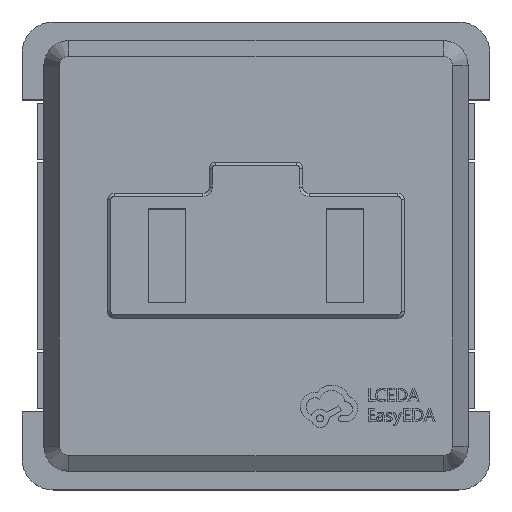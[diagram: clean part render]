
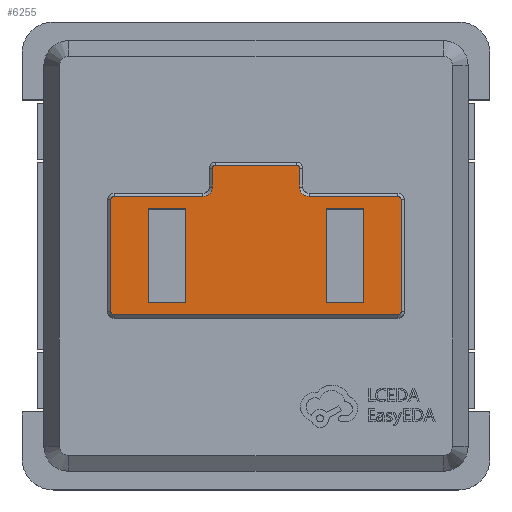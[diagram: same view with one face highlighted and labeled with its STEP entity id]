
A CAD part, top view. The second image highlights one B-rep face of the part: STEP entity #6255.
In plain terms, the highlighted planar face has unit normal (0, 0, 1).
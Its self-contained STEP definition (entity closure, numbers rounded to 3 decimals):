
#6255 = ADVANCED_FACE('',(#6256,#6394,#6428),#6462,.T.);
#6256 = FACE_BOUND('',#6257,.T.);
#6257 = EDGE_LOOP('',(#6258,#6269,#6277,#6286,#6294,#6303,#6311,#6320,
    #6328,#6337,#6345,#6354,#6362,#6371,#6379,#6388));
#6258 = ORIENTED_EDGE('',*,*,#6259,.T.);
#6259 = EDGE_CURVE('',#6260,#6262,#6264,.T.);
#6260 = VERTEX_POINT('',#6261);
#6261 = CARTESIAN_POINT('',(-1.1,-2.05,8.));
#6262 = VERTEX_POINT('',#6263);
#6263 = CARTESIAN_POINT('',(-1.2,-1.95,8.));
#6264 = CIRCLE('',#6265,0.1);
#6265 = AXIS2_PLACEMENT_3D('',#6266,#6267,#6268);
#6266 = CARTESIAN_POINT('',(-1.2,-2.05,8.));
#6267 = DIRECTION('',(0.,0.,1.));
#6268 = DIRECTION('',(1.,0.,-0.));
#6269 = ORIENTED_EDGE('',*,*,#6270,.T.);
#6270 = EDGE_CURVE('',#6262,#6271,#6273,.T.);
#6271 = VERTEX_POINT('',#6272);
#6272 = CARTESIAN_POINT('',(-3.8,-1.95,8.));
#6273 = LINE('',#6274,#6275);
#6274 = CARTESIAN_POINT('',(-3.8,-1.95,8.));
#6275 = VECTOR('',#6276,1.);
#6276 = DIRECTION('',(-1.,0.,0.));
#6277 = ORIENTED_EDGE('',*,*,#6278,.T.);
#6278 = EDGE_CURVE('',#6271,#6279,#6281,.T.);
#6279 = VERTEX_POINT('',#6280);
#6280 = CARTESIAN_POINT('',(-3.9,-2.05,8.));
#6281 = CIRCLE('',#6282,0.1);
#6282 = AXIS2_PLACEMENT_3D('',#6283,#6284,#6285);
#6283 = CARTESIAN_POINT('',(-3.8,-2.05,8.));
#6284 = DIRECTION('',(0.,0.,1.));
#6285 = DIRECTION('',(1.,0.,-0.));
#6286 = ORIENTED_EDGE('',*,*,#6287,.T.);
#6287 = EDGE_CURVE('',#6279,#6288,#6290,.T.);
#6288 = VERTEX_POINT('',#6289);
#6289 = CARTESIAN_POINT('',(-3.9,-2.65,8.));
#6290 = LINE('',#6291,#6292);
#6291 = CARTESIAN_POINT('',(-3.9,-2.65,8.));
#6292 = VECTOR('',#6293,1.);
#6293 = DIRECTION('',(0.,-1.,0.));
#6294 = ORIENTED_EDGE('',*,*,#6295,.T.);
#6295 = EDGE_CURVE('',#6288,#6296,#6298,.T.);
#6296 = VERTEX_POINT('',#6297);
#6297 = CARTESIAN_POINT('',(-4.2,-2.95,8.));
#6298 = CIRCLE('',#6299,0.3);
#6299 = AXIS2_PLACEMENT_3D('',#6300,#6301,#6302);
#6300 = CARTESIAN_POINT('',(-4.2,-2.65,8.));
#6301 = DIRECTION('',(0.,0.,-1.));
#6302 = DIRECTION('',(1.,0.,0.));
#6303 = ORIENTED_EDGE('',*,*,#6304,.T.);
#6304 = EDGE_CURVE('',#6296,#6305,#6307,.T.);
#6305 = VERTEX_POINT('',#6306);
#6306 = CARTESIAN_POINT('',(-7.05,-2.95,8.));
#6307 = LINE('',#6308,#6309);
#6308 = CARTESIAN_POINT('',(-7.05,-2.95,8.));
#6309 = VECTOR('',#6310,1.);
#6310 = DIRECTION('',(-1.,0.,0.));
#6311 = ORIENTED_EDGE('',*,*,#6312,.T.);
#6312 = EDGE_CURVE('',#6305,#6313,#6315,.T.);
#6313 = VERTEX_POINT('',#6314);
#6314 = CARTESIAN_POINT('',(-7.15,-3.05,8.));
#6315 = CIRCLE('',#6316,0.1);
#6316 = AXIS2_PLACEMENT_3D('',#6317,#6318,#6319);
#6317 = CARTESIAN_POINT('',(-7.05,-3.05,8.));
#6318 = DIRECTION('',(0.,0.,1.));
#6319 = DIRECTION('',(1.,0.,-0.));
#6320 = ORIENTED_EDGE('',*,*,#6321,.T.);
#6321 = EDGE_CURVE('',#6313,#6322,#6324,.T.);
#6322 = VERTEX_POINT('',#6323);
#6323 = CARTESIAN_POINT('',(-7.15,-6.65,8.));
#6324 = LINE('',#6325,#6326);
#6325 = CARTESIAN_POINT('',(-7.15,-6.65,8.));
#6326 = VECTOR('',#6327,1.);
#6327 = DIRECTION('',(0.,-1.,0.));
#6328 = ORIENTED_EDGE('',*,*,#6329,.T.);
#6329 = EDGE_CURVE('',#6322,#6330,#6332,.T.);
#6330 = VERTEX_POINT('',#6331);
#6331 = CARTESIAN_POINT('',(-7.05,-6.75,8.));
#6332 = CIRCLE('',#6333,0.1);
#6333 = AXIS2_PLACEMENT_3D('',#6334,#6335,#6336);
#6334 = CARTESIAN_POINT('',(-7.05,-6.65,8.));
#6335 = DIRECTION('',(0.,0.,1.));
#6336 = DIRECTION('',(1.,0.,-0.));
#6337 = ORIENTED_EDGE('',*,*,#6338,.T.);
#6338 = EDGE_CURVE('',#6330,#6339,#6341,.T.);
#6339 = VERTEX_POINT('',#6340);
#6340 = CARTESIAN_POINT('',(2.05,-6.75,8.));
#6341 = LINE('',#6342,#6343);
#6342 = CARTESIAN_POINT('',(2.05,-6.75,8.));
#6343 = VECTOR('',#6344,1.);
#6344 = DIRECTION('',(1.,0.,0.));
#6345 = ORIENTED_EDGE('',*,*,#6346,.T.);
#6346 = EDGE_CURVE('',#6339,#6347,#6349,.T.);
#6347 = VERTEX_POINT('',#6348);
#6348 = CARTESIAN_POINT('',(2.15,-6.65,8.));
#6349 = CIRCLE('',#6350,0.1);
#6350 = AXIS2_PLACEMENT_3D('',#6351,#6352,#6353);
#6351 = CARTESIAN_POINT('',(2.05,-6.65,8.));
#6352 = DIRECTION('',(0.,0.,1.));
#6353 = DIRECTION('',(1.,0.,-0.));
#6354 = ORIENTED_EDGE('',*,*,#6355,.T.);
#6355 = EDGE_CURVE('',#6347,#6356,#6358,.T.);
#6356 = VERTEX_POINT('',#6357);
#6357 = CARTESIAN_POINT('',(2.15,-3.05,8.));
#6358 = LINE('',#6359,#6360);
#6359 = CARTESIAN_POINT('',(2.15,-3.05,8.));
#6360 = VECTOR('',#6361,1.);
#6361 = DIRECTION('',(0.,1.,0.));
#6362 = ORIENTED_EDGE('',*,*,#6363,.T.);
#6363 = EDGE_CURVE('',#6356,#6364,#6366,.T.);
#6364 = VERTEX_POINT('',#6365);
#6365 = CARTESIAN_POINT('',(2.05,-2.95,8.));
#6366 = CIRCLE('',#6367,0.1);
#6367 = AXIS2_PLACEMENT_3D('',#6368,#6369,#6370);
#6368 = CARTESIAN_POINT('',(2.05,-3.05,8.));
#6369 = DIRECTION('',(0.,0.,1.));
#6370 = DIRECTION('',(1.,0.,-0.));
#6371 = ORIENTED_EDGE('',*,*,#6372,.T.);
#6372 = EDGE_CURVE('',#6364,#6373,#6375,.T.);
#6373 = VERTEX_POINT('',#6374);
#6374 = CARTESIAN_POINT('',(-0.8,-2.95,8.));
#6375 = LINE('',#6376,#6377);
#6376 = CARTESIAN_POINT('',(-0.8,-2.95,8.));
#6377 = VECTOR('',#6378,1.);
#6378 = DIRECTION('',(-1.,0.,0.));
#6379 = ORIENTED_EDGE('',*,*,#6380,.T.);
#6380 = EDGE_CURVE('',#6373,#6381,#6383,.T.);
#6381 = VERTEX_POINT('',#6382);
#6382 = CARTESIAN_POINT('',(-1.1,-2.65,8.));
#6383 = CIRCLE('',#6384,0.3);
#6384 = AXIS2_PLACEMENT_3D('',#6385,#6386,#6387);
#6385 = CARTESIAN_POINT('',(-0.8,-2.65,8.));
#6386 = DIRECTION('',(0.,0.,-1.));
#6387 = DIRECTION('',(1.,0.,0.));
#6388 = ORIENTED_EDGE('',*,*,#6389,.T.);
#6389 = EDGE_CURVE('',#6381,#6260,#6390,.T.);
#6390 = LINE('',#6391,#6392);
#6391 = CARTESIAN_POINT('',(-1.1,-2.05,8.));
#6392 = VECTOR('',#6393,1.);
#6393 = DIRECTION('',(0.,1.,0.));
#6394 = FACE_BOUND('',#6395,.T.);
#6395 = EDGE_LOOP('',(#6396,#6406,#6414,#6422));
#6396 = ORIENTED_EDGE('',*,*,#6397,.F.);
#6397 = EDGE_CURVE('',#6398,#6400,#6402,.T.);
#6398 = VERTEX_POINT('',#6399);
#6399 = CARTESIAN_POINT('',(0.95,-6.35,8.));
#6400 = VERTEX_POINT('',#6401);
#6401 = CARTESIAN_POINT('',(0.95,-3.35,8.));
#6402 = LINE('',#6403,#6404);
#6403 = CARTESIAN_POINT('',(0.95,-6.35,8.));
#6404 = VECTOR('',#6405,1.);
#6405 = DIRECTION('',(0.,1.,0.));
#6406 = ORIENTED_EDGE('',*,*,#6407,.F.);
#6407 = EDGE_CURVE('',#6408,#6398,#6410,.T.);
#6408 = VERTEX_POINT('',#6409);
#6409 = CARTESIAN_POINT('',(-0.25,-6.35,8.));
#6410 = LINE('',#6411,#6412);
#6411 = CARTESIAN_POINT('',(-0.25,-6.35,8.));
#6412 = VECTOR('',#6413,1.);
#6413 = DIRECTION('',(1.,0.,0.));
#6414 = ORIENTED_EDGE('',*,*,#6415,.F.);
#6415 = EDGE_CURVE('',#6416,#6408,#6418,.T.);
#6416 = VERTEX_POINT('',#6417);
#6417 = CARTESIAN_POINT('',(-0.25,-3.35,8.));
#6418 = LINE('',#6419,#6420);
#6419 = CARTESIAN_POINT('',(-0.25,-6.35,8.));
#6420 = VECTOR('',#6421,1.);
#6421 = DIRECTION('',(0.,-1.,0.));
#6422 = ORIENTED_EDGE('',*,*,#6423,.F.);
#6423 = EDGE_CURVE('',#6400,#6416,#6424,.T.);
#6424 = LINE('',#6425,#6426);
#6425 = CARTESIAN_POINT('',(-0.25,-3.35,8.));
#6426 = VECTOR('',#6427,1.);
#6427 = DIRECTION('',(-1.,-0.,-0.));
#6428 = FACE_BOUND('',#6429,.T.);
#6429 = EDGE_LOOP('',(#6430,#6440,#6448,#6456));
#6430 = ORIENTED_EDGE('',*,*,#6431,.F.);
#6431 = EDGE_CURVE('',#6432,#6434,#6436,.T.);
#6432 = VERTEX_POINT('',#6433);
#6433 = CARTESIAN_POINT('',(-4.75,-6.35,8.));
#6434 = VERTEX_POINT('',#6435);
#6435 = CARTESIAN_POINT('',(-4.75,-3.35,8.));
#6436 = LINE('',#6437,#6438);
#6437 = CARTESIAN_POINT('',(-4.75,-6.35,8.));
#6438 = VECTOR('',#6439,1.);
#6439 = DIRECTION('',(0.,1.,0.));
#6440 = ORIENTED_EDGE('',*,*,#6441,.F.);
#6441 = EDGE_CURVE('',#6442,#6432,#6444,.T.);
#6442 = VERTEX_POINT('',#6443);
#6443 = CARTESIAN_POINT('',(-5.95,-6.35,8.));
#6444 = LINE('',#6445,#6446);
#6445 = CARTESIAN_POINT('',(-5.95,-6.35,8.));
#6446 = VECTOR('',#6447,1.);
#6447 = DIRECTION('',(1.,0.,0.));
#6448 = ORIENTED_EDGE('',*,*,#6449,.F.);
#6449 = EDGE_CURVE('',#6450,#6442,#6452,.T.);
#6450 = VERTEX_POINT('',#6451);
#6451 = CARTESIAN_POINT('',(-5.95,-3.35,8.));
#6452 = LINE('',#6453,#6454);
#6453 = CARTESIAN_POINT('',(-5.95,-6.35,8.));
#6454 = VECTOR('',#6455,1.);
#6455 = DIRECTION('',(-0.,-1.,-0.));
#6456 = ORIENTED_EDGE('',*,*,#6457,.F.);
#6457 = EDGE_CURVE('',#6434,#6450,#6458,.T.);
#6458 = LINE('',#6459,#6460);
#6459 = CARTESIAN_POINT('',(-5.95,-3.35,8.));
#6460 = VECTOR('',#6461,1.);
#6461 = DIRECTION('',(-1.,-0.,-0.));
#6462 = PLANE('',#6463);
#6463 = AXIS2_PLACEMENT_3D('',#6464,#6465,#6466);
#6464 = CARTESIAN_POINT('',(-2.5,-4.85,8.));
#6465 = DIRECTION('',(0.,0.,1.));
#6466 = DIRECTION('',(1.,0.,-0.));
